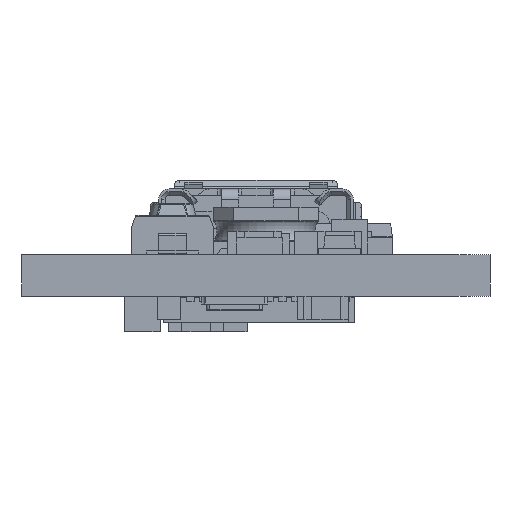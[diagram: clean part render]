
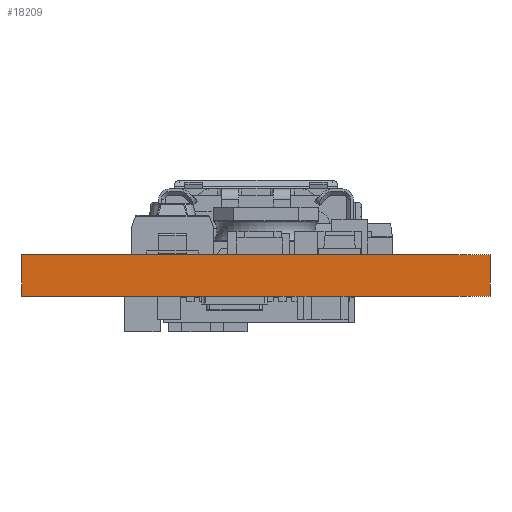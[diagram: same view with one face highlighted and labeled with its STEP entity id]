
A CAD part, front view. The second image highlights one B-rep face of the part: STEP entity #18209.
In plain terms, the highlighted planar face has unit normal (0, -1, 0).
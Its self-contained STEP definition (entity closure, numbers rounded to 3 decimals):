
#4801 = ORIENTED_EDGE ( 'NONE', *, *, #29989, .T. ) ;
#7366 = DIRECTION ( 'NONE',  ( 0., 0., -1. ) ) ;
#8006 = CARTESIAN_POINT ( 'NONE',  ( 0., 0., 0. ) ) ;
#14499 = ORIENTED_EDGE ( 'NONE', *, *, #90307, .F. ) ;
#18209 = ADVANCED_FACE ( 'NONE', ( #83235 ), #69427, .F. ) ;
#21612 = AXIS2_PLACEMENT_3D ( 'NONE', #25878, #26198, #77177 ) ;
#22636 = LINE ( 'NONE', #34638, #62812 ) ;
#23134 = CARTESIAN_POINT ( 'NONE',  ( 0., 0., 1.575 ) ) ;
#23860 = VERTEX_POINT ( 'NONE', #48945 ) ;
#25878 = CARTESIAN_POINT ( 'NONE',  ( 0., 0., 1.57 ) ) ;
#26198 = DIRECTION ( 'NONE',  ( 0., 1., 0. ) ) ;
#29741 = CARTESIAN_POINT ( 'NONE',  ( 17.78, 0., 1.57 ) ) ;
#29989 = EDGE_CURVE ( 'NONE', #68229, #36493, #82109, .T. ) ;
#32934 = VECTOR ( 'NONE', #7366, 1000. ) ;
#33820 = CARTESIAN_POINT ( 'NONE',  ( 0., 0., 0. ) ) ;
#34638 = CARTESIAN_POINT ( 'NONE',  ( 0., 0., 1.575 ) ) ;
#34690 = DIRECTION ( 'NONE',  ( 0., 0., -1. ) ) ;
#36354 = LINE ( 'NONE', #29741, #32934 ) ;
#36493 = VERTEX_POINT ( 'NONE', #67222 ) ;
#46604 = VECTOR ( 'NONE', #34690, 1000. ) ;
#48945 = CARTESIAN_POINT ( 'NONE',  ( 17.78, 0., 1.575 ) ) ;
#51676 = CARTESIAN_POINT ( 'NONE',  ( 0., 0., 1.57 ) ) ;
#54822 = EDGE_CURVE ( 'NONE', #82290, #23860, #22636, .T. ) ;
#62812 = VECTOR ( 'NONE', #71110, 1000. ) ;
#67222 = CARTESIAN_POINT ( 'NONE',  ( 17.78, 0., 0. ) ) ;
#68229 = VERTEX_POINT ( 'NONE', #33820 ) ;
#68286 = LINE ( 'NONE', #51676, #46604 ) ;
#69427 = PLANE ( 'NONE',  #21612 ) ;
#71110 = DIRECTION ( 'NONE',  ( 1., 0., 0. ) ) ;
#71882 = EDGE_CURVE ( 'NONE', #82290, #68229, #68286, .T. ) ;
#74335 = EDGE_LOOP ( 'NONE', ( #4801, #14499, #80226, #85725 ) ) ;
#77177 = DIRECTION ( 'NONE',  ( 0., 0., 1. ) ) ;
#80226 = ORIENTED_EDGE ( 'NONE', *, *, #54822, .F. ) ;
#82109 = LINE ( 'NONE', #8006, #84427 ) ;
#82290 = VERTEX_POINT ( 'NONE', #23134 ) ;
#83235 = FACE_OUTER_BOUND ( 'NONE', #74335, .T. ) ;
#84427 = VECTOR ( 'NONE', #88486, 1000. ) ;
#85725 = ORIENTED_EDGE ( 'NONE', *, *, #71882, .T. ) ;
#88486 = DIRECTION ( 'NONE',  ( 1., 0., 0. ) ) ;
#90307 = EDGE_CURVE ( 'NONE', #23860, #36493, #36354, .T. ) ;
